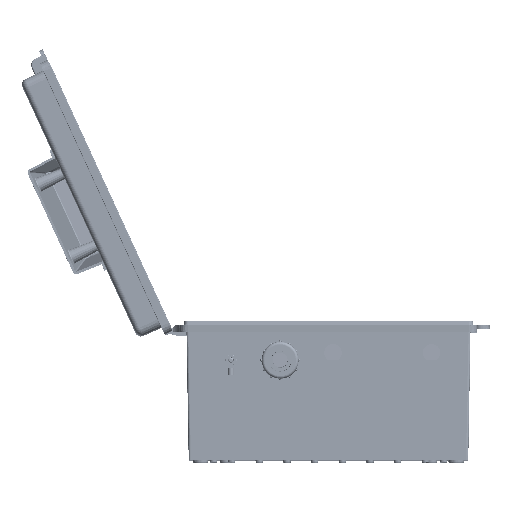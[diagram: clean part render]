
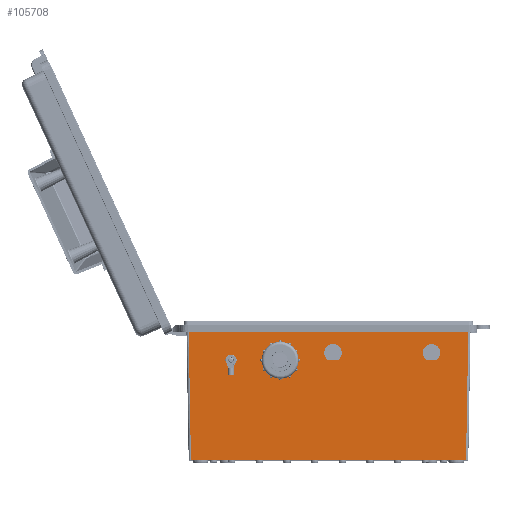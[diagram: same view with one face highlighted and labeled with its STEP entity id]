
A CAD part, top view. The second image highlights one B-rep face of the part: STEP entity #105708.
In plain terms, the highlighted planar face has unit normal (0, -0.018, 1).
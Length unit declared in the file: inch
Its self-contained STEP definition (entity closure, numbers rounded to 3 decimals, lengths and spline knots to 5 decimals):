
#2510 = CARTESIAN_POINT ( 'NONE',  ( -4.96748, 4.5375, 6.94841 ) ) ;
#3698 = VECTOR ( 'NONE', #43487, 39.37008 ) ;
#4105 = CARTESIAN_POINT ( 'NONE',  ( 3.49688, 3.54396, 7.01107 ) ) ;
#4405 = CARTESIAN_POINT ( 'NONE',  ( -0.00312, 3.54396, 7.01107 ) ) ;
#7054 = ORIENTED_EDGE ( 'NONE', *, *, #21734, .F. ) ;
#9853 = LINE ( 'NONE', #54605, #14751 ) ;
#10173 = AXIS2_PLACEMENT_3D ( 'NONE', #91084, #102138, #135799 ) ;
#10192 = LINE ( 'NONE', #32904, #13998 ) ;
#10886 = CARTESIAN_POINT ( 'NONE',  ( 3.49688, 3.54396, 7.01107 ) ) ;
#12906 = CARTESIAN_POINT ( 'NONE',  ( -4.96748, 4.5375, 7.02841 ) ) ;
#13641 = FACE_BOUND ( 'NONE', #130738, .T. ) ;
#13998 = VECTOR ( 'NONE', #143622, 39.37008 ) ;
#14751 = VECTOR ( 'NONE', #99287, 39.37008 ) ;
#16627 = AXIS2_PLACEMENT_3D ( 'NONE', #60616, #138250, #113425 ) ;
#17935 = VECTOR ( 'NONE', #83000, 39.37008 ) ;
#18322 = ORIENTED_EDGE ( 'NONE', *, *, #48459, .F. ) ;
#19725 = CARTESIAN_POINT ( 'NONE',  ( -3.4683, 3.66144, 7.01312 ) ) ;
#20191 = CARTESIAN_POINT ( 'NONE',  ( 4.96748, 4.5375, 6.94841 ) ) ;
#21734 = EDGE_CURVE ( 'NONE', #72428, #75216, #65263, .T. ) ;
#22511 = PLANE ( 'NONE',  #36636 ) ;
#26801 = LINE ( 'NONE', #4105, #128851 ) ;
#28484 = LINE ( 'NONE', #95198, #31329 ) ;
#31329 = VECTOR ( 'NONE', #51955, 39.37008 ) ;
#32114 = ORIENTED_EDGE ( 'NONE', *, *, #109197, .F. ) ;
#32904 = CARTESIAN_POINT ( 'NONE',  ( 4.96827, 0., 6.94921 ) ) ;
#34622 = DIRECTION ( 'NONE',  ( 0., -1., -0.017 ) ) ;
#34871 = DIRECTION ( 'NONE',  ( 0., -1., -0.017 ) ) ;
#36636 = AXIS2_PLACEMENT_3D ( 'NONE', #45915, #103071, #47353 ) ;
#39414 = DIRECTION ( 'NONE',  ( 0., -0.017, 1. ) ) ;
#41080 = EDGE_CURVE ( 'NONE', #68302, #72428, #9853, .T. ) ;
#42003 = CARTESIAN_POINT ( 'NONE',  ( -3.4683, 3.45747, 7.00956 ) ) ;
#43487 = DIRECTION ( 'NONE',  ( 0.017, 1., 0.017 ) ) ;
#44019 = CARTESIAN_POINT ( 'NONE',  ( 3.6617, 3.80942, 7.0157 ) ) ;
#45915 = CARTESIAN_POINT ( 'NONE',  ( 4.96827, 0., 6.94921 ) ) ;
#46447 = EDGE_CURVE ( 'NONE', #65727, #124679, #68386, .T. ) ;
#47353 = DIRECTION ( 'NONE',  ( 0., -1., -0.017 ) ) ;
#48459 = EDGE_CURVE ( 'NONE', #60804, #90916, #73832, .T. ) ;
#49494 = ORIENTED_EDGE ( 'NONE', *, *, #61911, .F. ) ;
#49696 = DIRECTION ( 'NONE',  ( 0., -1., -0.017 ) ) ;
#49911 = VERTEX_POINT ( 'NONE', #88022 ) ;
#51955 = DIRECTION ( 'NONE',  ( 1., 0., 0. ) ) ;
#53593 = AXIS2_PLACEMENT_3D ( 'NONE', #20191, #106724, #119885 ) ;
#54507 = CARTESIAN_POINT ( 'NONE',  ( 4.96749, 4.5375, 7.02841 ) ) ;
#54605 = CARTESIAN_POINT ( 'NONE',  ( 4.96748, 4.5375, 7.02841 ) ) ;
#54843 = VERTEX_POINT ( 'NONE', #105506 ) ;
#55234 = CARTESIAN_POINT ( 'NONE',  ( 4.88831, 0.0014, 6.94923 ) ) ;
#58108 = DIRECTION ( 'NONE',  ( 0., -0.017, 1. ) ) ;
#58359 = DIRECTION ( 'NONE',  ( 0., -0.017, 1. ) ) ;
#58378 = FACE_BOUND ( 'NONE', #97979, .T. ) ;
#58923 = ORIENTED_EDGE ( 'NONE', *, *, #46447, .F. ) ;
#60616 = CARTESIAN_POINT ( 'NONE',  ( -3.4683, 3.55946, 7.01134 ) ) ;
#60717 = ORIENTED_EDGE ( 'NONE', *, *, #129382, .F. ) ;
#60804 = VERTEX_POINT ( 'NONE', #92015 ) ;
#61304 = EDGE_CURVE ( 'NONE', #54843, #49911, #10192, .T. ) ;
#61911 = EDGE_CURVE ( 'NONE', #131661, #114368, #26801, .T. ) ;
#65263 = CIRCLE ( 'NONE', #53593, 0.08 ) ;
#65727 = VERTEX_POINT ( 'NONE', #19725 ) ;
#67888 = FACE_OUTER_BOUND ( 'NONE', #100593, .T. ) ;
#67999 = CIRCLE ( 'NONE', #86743, 0.3125 ) ;
#68302 = VERTEX_POINT ( 'NONE', #12906 ) ;
#68386 = CIRCLE ( 'NONE', #110583, 0.102 ) ;
#70635 = DIRECTION ( 'NONE',  ( 0., 0., 1. ) ) ;
#72179 = CARTESIAN_POINT ( 'NONE',  ( 0.32652, 3.54396, 7.01107 ) ) ;
#72428 = VERTEX_POINT ( 'NONE', #137747 ) ;
#72787 = CIRCLE ( 'NONE', #82191, 0.08 ) ;
#73832 = CIRCLE ( 'NONE', #87851, 0.445 ) ;
#75216 = VERTEX_POINT ( 'NONE', #54507 ) ;
#79480 = VERTEX_POINT ( 'NONE', #125853 ) ;
#80908 = ORIENTED_EDGE ( 'NONE', *, *, #125813, .F. ) ;
#82191 = AXIS2_PLACEMENT_3D ( 'NONE', #2510, #91891, #70635 ) ;
#83000 = DIRECTION ( 'NONE',  ( 0.017, -1., -0.017 ) ) ;
#83443 = VERTEX_POINT ( 'NONE', #4405 ) ;
#86743 = AXIS2_PLACEMENT_3D ( 'NONE', #44019, #90682, #91382 ) ;
#87851 = AXIS2_PLACEMENT_3D ( 'NONE', #102793, #58108, #34622 ) ;
#88022 = CARTESIAN_POINT ( 'NONE',  ( 4.88829, 0., 6.94921 ) ) ;
#90682 = DIRECTION ( 'NONE',  ( 0., -0.017, 1. ) ) ;
#90916 = VERTEX_POINT ( 'NONE', #97039 ) ;
#91084 = CARTESIAN_POINT ( 'NONE',  ( -1.7183, 3.55946, 7.01134 ) ) ;
#91382 = DIRECTION ( 'NONE',  ( 0., -1., -0.017 ) ) ;
#91891 = DIRECTION ( 'NONE',  ( 0., 1., 0. ) ) ;
#92015 = CARTESIAN_POINT ( 'NONE',  ( -1.7183, 4.00439, 7.0191 ) ) ;
#95198 = CARTESIAN_POINT ( 'NONE',  ( -0.00312, 3.54396, 7.01107 ) ) ;
#97039 = CARTESIAN_POINT ( 'NONE',  ( -1.7183, 3.11453, 7.00357 ) ) ;
#97440 = CIRCLE ( 'NONE', #123186, 0.3125 ) ;
#97979 = EDGE_LOOP ( 'NONE', ( #113720, #18322 ) ) ;
#99287 = DIRECTION ( 'NONE',  ( 1., 0., 0. ) ) ;
#100593 = EDGE_LOOP ( 'NONE', ( #101966, #104582, #7054, #117566, #131493, #129570 ) ) ;
#100861 = CIRCLE ( 'NONE', #16627, 0.102 ) ;
#101148 = VERTEX_POINT ( 'NONE', #72179 ) ;
#101966 = ORIENTED_EDGE ( 'NONE', *, *, #61304, .T. ) ;
#102138 = DIRECTION ( 'NONE',  ( 0., -0.017, 1. ) ) ;
#102793 = CARTESIAN_POINT ( 'NONE',  ( -1.7183, 3.55946, 7.01134 ) ) ;
#103071 = DIRECTION ( 'NONE',  ( 0., -0.017, 1. ) ) ;
#103391 = EDGE_CURVE ( 'NONE', #90916, #60804, #106136, .T. ) ;
#104582 = ORIENTED_EDGE ( 'NONE', *, *, #121648, .T. ) ;
#105506 = CARTESIAN_POINT ( 'NONE',  ( -4.88829, 0., 6.94921 ) ) ;
#105708 = ADVANCED_FACE ( 'NONE', ( #114095, #13641, #58378, #114798, #67888 ), #22511, .T. ) ;
#105949 = DIRECTION ( 'NONE',  ( 1., 0., 0. ) ) ;
#106136 = CIRCLE ( 'NONE', #10173, 0.445 ) ;
#106724 = DIRECTION ( 'NONE',  ( 0., 1., 0. ) ) ;
#107160 = EDGE_CURVE ( 'NONE', #79480, #54843, #117459, .T. ) ;
#109197 = EDGE_CURVE ( 'NONE', #101148, #83443, #97440, .T. ) ;
#109635 = EDGE_LOOP ( 'NONE', ( #80908, #58923 ) ) ;
#110583 = AXIS2_PLACEMENT_3D ( 'NONE', #138163, #58359, #34871 ) ;
#112469 = ORIENTED_EDGE ( 'NONE', *, *, #112717, .F. ) ;
#112717 = EDGE_CURVE ( 'NONE', #114368, #131661, #67999, .T. ) ;
#113425 = DIRECTION ( 'NONE',  ( 0., -1., -0.017 ) ) ;
#113720 = ORIENTED_EDGE ( 'NONE', *, *, #103391, .F. ) ;
#114095 = FACE_BOUND ( 'NONE', #144248, .T. ) ;
#114368 = VERTEX_POINT ( 'NONE', #116535 ) ;
#114798 = FACE_BOUND ( 'NONE', #109635, .T. ) ;
#116535 = CARTESIAN_POINT ( 'NONE',  ( 3.82652, 3.54396, 7.01107 ) ) ;
#117459 = LINE ( 'NONE', #127714, #17935 ) ;
#117566 = ORIENTED_EDGE ( 'NONE', *, *, #41080, .F. ) ;
#119885 = DIRECTION ( 'NONE',  ( 0., 0., 1. ) ) ;
#121648 = EDGE_CURVE ( 'NONE', #49911, #75216, #132860, .T. ) ;
#123186 = AXIS2_PLACEMENT_3D ( 'NONE', #139837, #39414, #49696 ) ;
#124679 = VERTEX_POINT ( 'NONE', #42003 ) ;
#125813 = EDGE_CURVE ( 'NONE', #124679, #65727, #100861, .T. ) ;
#125853 = CARTESIAN_POINT ( 'NONE',  ( -4.96749, 4.5375, 7.02841 ) ) ;
#127279 = EDGE_CURVE ( 'NONE', #79480, #68302, #72787, .T. ) ;
#127714 = CARTESIAN_POINT ( 'NONE',  ( -4.88528, -0.17194, 6.94621 ) ) ;
#128851 = VECTOR ( 'NONE', #105949, 39.37008 ) ;
#129382 = EDGE_CURVE ( 'NONE', #83443, #101148, #28484, .T. ) ;
#129570 = ORIENTED_EDGE ( 'NONE', *, *, #107160, .T. ) ;
#130738 = EDGE_LOOP ( 'NONE', ( #32114, #60717 ) ) ;
#131493 = ORIENTED_EDGE ( 'NONE', *, *, #127279, .F. ) ;
#131661 = VERTEX_POINT ( 'NONE', #10886 ) ;
#132860 = LINE ( 'NONE', #55234, #3698 ) ;
#135799 = DIRECTION ( 'NONE',  ( 0., -1., -0.017 ) ) ;
#137747 = CARTESIAN_POINT ( 'NONE',  ( 4.96748, 4.5375, 7.02841 ) ) ;
#138163 = CARTESIAN_POINT ( 'NONE',  ( -3.4683, 3.55946, 7.01134 ) ) ;
#138250 = DIRECTION ( 'NONE',  ( 0., -0.017, 1. ) ) ;
#139837 = CARTESIAN_POINT ( 'NONE',  ( 0.1617, 3.80942, 7.0157 ) ) ;
#143622 = DIRECTION ( 'NONE',  ( 1., 0., 0. ) ) ;
#144248 = EDGE_LOOP ( 'NONE', ( #112469, #49494 ) ) ;
